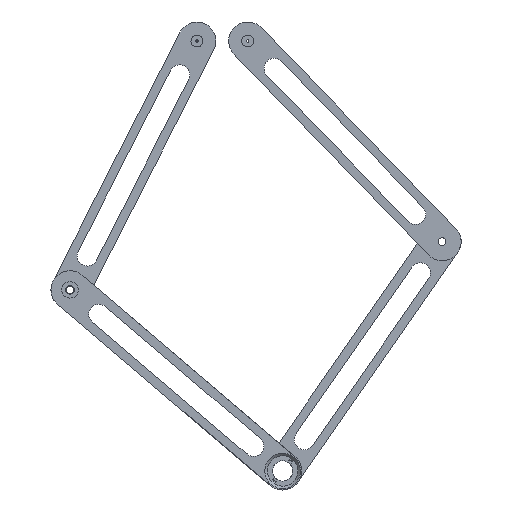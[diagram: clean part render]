
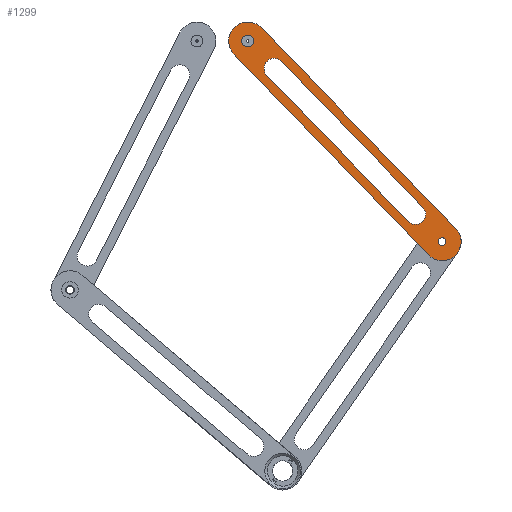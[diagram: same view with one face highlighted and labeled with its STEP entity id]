
A CAD part, front view. The second image highlights one B-rep face of the part: STEP entity #1299.
In plain terms, the highlighted planar face has unit normal (0, -1, 0).
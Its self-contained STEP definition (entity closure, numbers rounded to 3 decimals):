
#66=FACE_BOUND('',#276,.T.);
#67=FACE_BOUND('',#277,.T.);
#68=FACE_BOUND('',#278,.T.);
#112=PLANE('',#1496);
#182=FACE_OUTER_BOUND('',#275,.T.);
#275=EDGE_LOOP('',(#1190,#1191,#1192,#1193));
#276=EDGE_LOOP('',(#1194));
#277=EDGE_LOOP('',(#1195));
#278=EDGE_LOOP('',(#1196,#1197,#1198,#1199));
#363=LINE('',#2235,#463);
#368=LINE('',#2249,#468);
#371=LINE('',#2259,#471);
#376=LINE('',#2273,#476);
#463=VECTOR('',#1847,10.);
#468=VECTOR('',#1860,10.);
#471=VECTOR('',#1871,10.);
#476=VECTOR('',#1884,10.);
#537=CIRCLE('',#1468,2.35);
#539=CIRCLE('',#1472,1.5);
#544=CIRCLE('',#1481,4.);
#546=CIRCLE('',#1485,4.);
#548=CIRCLE('',#1489,7.5);
#550=CIRCLE('',#1493,7.5);
#646=VERTEX_POINT('',#2210);
#648=VERTEX_POINT('',#2217);
#653=VERTEX_POINT('',#2233);
#654=VERTEX_POINT('',#2234);
#657=VERTEX_POINT('',#2242);
#659=VERTEX_POINT('',#2248);
#661=VERTEX_POINT('',#2257);
#662=VERTEX_POINT('',#2258);
#665=VERTEX_POINT('',#2266);
#667=VERTEX_POINT('',#2272);
#811=EDGE_CURVE('',#646,#646,#537,.T.);
#814=EDGE_CURVE('',#648,#648,#539,.T.);
#822=EDGE_CURVE('',#653,#654,#363,.T.);
#826=EDGE_CURVE('',#657,#653,#544,.T.);
#829=EDGE_CURVE('',#659,#657,#368,.T.);
#832=EDGE_CURVE('',#654,#659,#546,.T.);
#834=EDGE_CURVE('',#661,#662,#371,.T.);
#838=EDGE_CURVE('',#665,#661,#548,.T.);
#841=EDGE_CURVE('',#667,#665,#376,.T.);
#844=EDGE_CURVE('',#662,#667,#550,.T.);
#1190=ORIENTED_EDGE('',*,*,#844,.F.);
#1191=ORIENTED_EDGE('',*,*,#834,.F.);
#1192=ORIENTED_EDGE('',*,*,#838,.F.);
#1193=ORIENTED_EDGE('',*,*,#841,.F.);
#1194=ORIENTED_EDGE('',*,*,#811,.T.);
#1195=ORIENTED_EDGE('',*,*,#814,.T.);
#1196=ORIENTED_EDGE('',*,*,#832,.F.);
#1197=ORIENTED_EDGE('',*,*,#822,.F.);
#1198=ORIENTED_EDGE('',*,*,#826,.F.);
#1199=ORIENTED_EDGE('',*,*,#829,.F.);
#1299=ADVANCED_FACE('',(#182,#66,#67,#68),#112,.F.);
#1468=AXIS2_PLACEMENT_3D('',#2211,#1819,#1820);
#1472=AXIS2_PLACEMENT_3D('',#2218,#1828,#1829);
#1481=AXIS2_PLACEMENT_3D('',#2243,#1853,#1854);
#1485=AXIS2_PLACEMENT_3D('',#2254,#1865,#1866);
#1489=AXIS2_PLACEMENT_3D('',#2267,#1877,#1878);
#1493=AXIS2_PLACEMENT_3D('',#2278,#1889,#1890);
#1496=AXIS2_PLACEMENT_3D('',#2281,#1895,#1896);
#1819=DIRECTION('center_axis',(0.,1.,0.));
#1820=DIRECTION('ref_axis',(0.,0.,-1.));
#1828=DIRECTION('center_axis',(0.,1.,0.));
#1829=DIRECTION('ref_axis',(0.,0.,-1.));
#1847=DIRECTION('',(1.,0.,0.));
#1853=DIRECTION('center_axis',(0.,-1.,0.));
#1854=DIRECTION('ref_axis',(0.,0.,-1.));
#1860=DIRECTION('',(-1.,0.,0.));
#1865=DIRECTION('center_axis',(0.,-1.,0.));
#1866=DIRECTION('ref_axis',(0.,0.,1.));
#1871=DIRECTION('',(1.,0.,0.));
#1877=DIRECTION('center_axis',(0.,1.,0.));
#1878=DIRECTION('ref_axis',(0.,0.,-1.));
#1884=DIRECTION('',(-1.,0.,0.));
#1889=DIRECTION('center_axis',(0.,1.,0.));
#1890=DIRECTION('ref_axis',(0.,0.,1.));
#1895=DIRECTION('center_axis',(0.,1.,0.));
#1896=DIRECTION('ref_axis',(1.,0.,0.));
#2210=CARTESIAN_POINT('',(0.,0.,62.35));
#2211=CARTESIAN_POINT('Origin',(0.,0.,60.));
#2217=CARTESIAN_POINT('',(-110.,0.,61.5));
#2218=CARTESIAN_POINT('Origin',(-110.,0.,60.));
#2233=CARTESIAN_POINT('',(-95.,0.,56.));
#2234=CARTESIAN_POINT('',(-15.,0.,56.));
#2235=CARTESIAN_POINT('',(-15.,0.,56.));
#2242=CARTESIAN_POINT('',(-95.,0.,64.));
#2243=CARTESIAN_POINT('Origin',(-95.,0.,60.));
#2248=CARTESIAN_POINT('',(-15.,0.,64.));
#2249=CARTESIAN_POINT('',(-95.,0.,64.));
#2254=CARTESIAN_POINT('Origin',(-15.,0.,60.));
#2257=CARTESIAN_POINT('',(-110.,0.,67.5));
#2258=CARTESIAN_POINT('',(0.,0.,67.5));
#2259=CARTESIAN_POINT('',(-110.,0.,67.5));
#2266=CARTESIAN_POINT('',(-110.,0.,52.5));
#2267=CARTESIAN_POINT('Origin',(-110.,0.,60.));
#2272=CARTESIAN_POINT('',(0.,0.,52.5));
#2273=CARTESIAN_POINT('',(0.,0.,52.5));
#2278=CARTESIAN_POINT('Origin',(0.,0.,60.));
#2281=CARTESIAN_POINT('Origin',(-55.,0.,60.));
